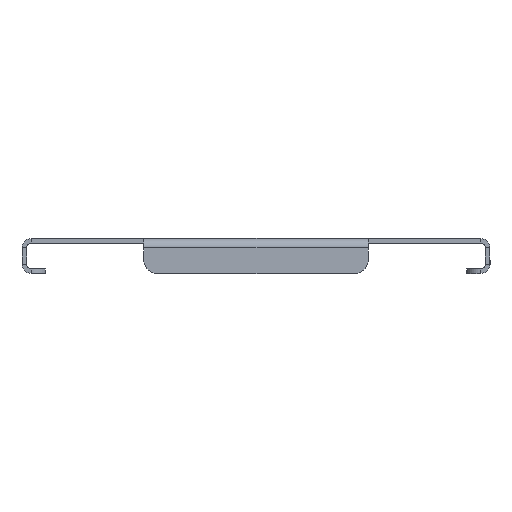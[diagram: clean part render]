
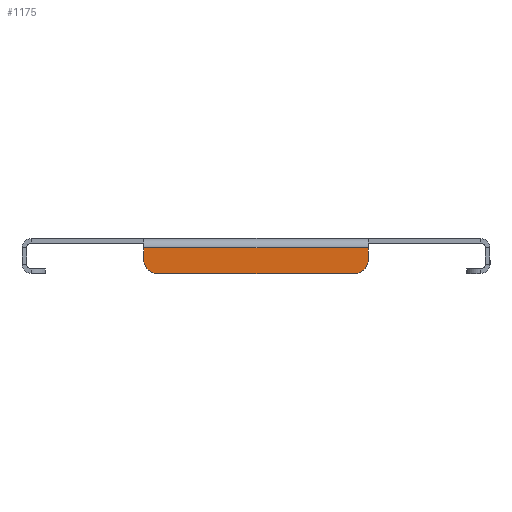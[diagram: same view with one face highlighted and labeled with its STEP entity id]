
A CAD part, left-side view. The second image highlights one B-rep face of the part: STEP entity #1175.
In plain terms, the highlighted planar face has unit normal (-1, 0, 0).
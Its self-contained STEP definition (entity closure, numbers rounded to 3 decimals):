
#38 = CARTESIAN_POINT ( 'NONE',  ( -199.5, -42., -15. ) ) ;
#48 = DIRECTION ( 'NONE',  ( 0., -1., 0. ) ) ;
#72 = DIRECTION ( 'NONE',  ( 0., 0., -1. ) ) ;
#110 = VECTOR ( 'NONE', #898, 1000. ) ;
#199 = EDGE_CURVE ( 'NONE', #658, #2403, #1619, .T. ) ;
#202 = DIRECTION ( 'NONE',  ( 0., 0., 1. ) ) ;
#259 = ORIENTED_EDGE ( 'NONE', *, *, #2193, .T. ) ;
#265 = CARTESIAN_POINT ( 'NONE',  ( -199.5, -100., -4. ) ) ;
#315 = CARTESIAN_POINT ( 'NONE',  ( -199.5, 48., -9. ) ) ;
#342 = EDGE_CURVE ( 'NONE', #446, #554, #2702, .T. ) ;
#360 = ORIENTED_EDGE ( 'NONE', *, *, #199, .F. ) ;
#370 = ORIENTED_EDGE ( 'NONE', *, *, #342, .F. ) ;
#393 = VECTOR ( 'NONE', #48, 1000. ) ;
#411 = CARTESIAN_POINT ( 'NONE',  ( -199.5, -48., -15. ) ) ;
#446 = VERTEX_POINT ( 'NONE', #38 ) ;
#554 = VERTEX_POINT ( 'NONE', #1138 ) ;
#579 = ORIENTED_EDGE ( 'NONE', *, *, #2154, .T. ) ;
#596 = VECTOR ( 'NONE', #202, 1000. ) ;
#658 = VERTEX_POINT ( 'NONE', #1231 ) ;
#695 = DIRECTION ( 'NONE',  ( -1., 0., 0. ) ) ;
#702 = CARTESIAN_POINT ( 'NONE',  ( -199.5, 42., -9. ) ) ;
#741 = CARTESIAN_POINT ( 'NONE',  ( -199.5, 0., 0. ) ) ;
#898 = DIRECTION ( 'NONE',  ( 0., 1., 0. ) ) ;
#906 = CARTESIAN_POINT ( 'NONE',  ( -199.5, -42., -9. ) ) ;
#929 = DIRECTION ( 'NONE',  ( -1., 0., 0. ) ) ;
#930 = AXIS2_PLACEMENT_3D ( 'NONE', #741, #1419, #1653 ) ;
#981 = CIRCLE ( 'NONE', #1939, 6. ) ;
#1138 = CARTESIAN_POINT ( 'NONE',  ( -199.5, 42., -15. ) ) ;
#1175 = ADVANCED_FACE ( 'NONE', ( #1242 ), #1882, .F. ) ;
#1179 = EDGE_CURVE ( 'NONE', #658, #2482, #2577, .T. ) ;
#1209 = CARTESIAN_POINT ( 'NONE',  ( -199.5, 48., -15. ) ) ;
#1231 = CARTESIAN_POINT ( 'NONE',  ( -199.5, 48., -4. ) ) ;
#1235 = CARTESIAN_POINT ( 'NONE',  ( -199.5, -48., -9. ) ) ;
#1242 = FACE_OUTER_BOUND ( 'NONE', #1800, .T. ) ;
#1393 = DIRECTION ( 'NONE',  ( 0., 0., -1. ) ) ;
#1419 = DIRECTION ( 'NONE',  ( 1., 0., 0. ) ) ;
#1528 = ORIENTED_EDGE ( 'NONE', *, *, #1179, .T. ) ;
#1619 = LINE ( 'NONE', #265, #393 ) ;
#1653 = DIRECTION ( 'NONE',  ( 0., 0., -1. ) ) ;
#1800 = EDGE_LOOP ( 'NONE', ( #370, #259, #579, #360, #1528, #2382 ) ) ;
#1882 = PLANE ( 'NONE',  #930 ) ;
#1939 = AXIS2_PLACEMENT_3D ( 'NONE', #906, #695, #2454 ) ;
#2028 = VECTOR ( 'NONE', #72, 1000. ) ;
#2049 = LINE ( 'NONE', #411, #596 ) ;
#2154 = EDGE_CURVE ( 'NONE', #2750, #2403, #2049, .T. ) ;
#2193 = EDGE_CURVE ( 'NONE', #446, #2750, #981, .T. ) ;
#2200 = CARTESIAN_POINT ( 'NONE',  ( -199.5, -48., -4. ) ) ;
#2307 = AXIS2_PLACEMENT_3D ( 'NONE', #702, #929, #1393 ) ;
#2382 = ORIENTED_EDGE ( 'NONE', *, *, #2949, .T. ) ;
#2403 = VERTEX_POINT ( 'NONE', #2200 ) ;
#2454 = DIRECTION ( 'NONE',  ( 0., 0., -1. ) ) ;
#2482 = VERTEX_POINT ( 'NONE', #315 ) ;
#2541 = CIRCLE ( 'NONE', #2307, 6. ) ;
#2577 = LINE ( 'NONE', #1209, #2028 ) ;
#2702 = LINE ( 'NONE', #2963, #110 ) ;
#2750 = VERTEX_POINT ( 'NONE', #1235 ) ;
#2949 = EDGE_CURVE ( 'NONE', #2482, #554, #2541, .T. ) ;
#2963 = CARTESIAN_POINT ( 'NONE',  ( -199.5, -100., -15. ) ) ;
